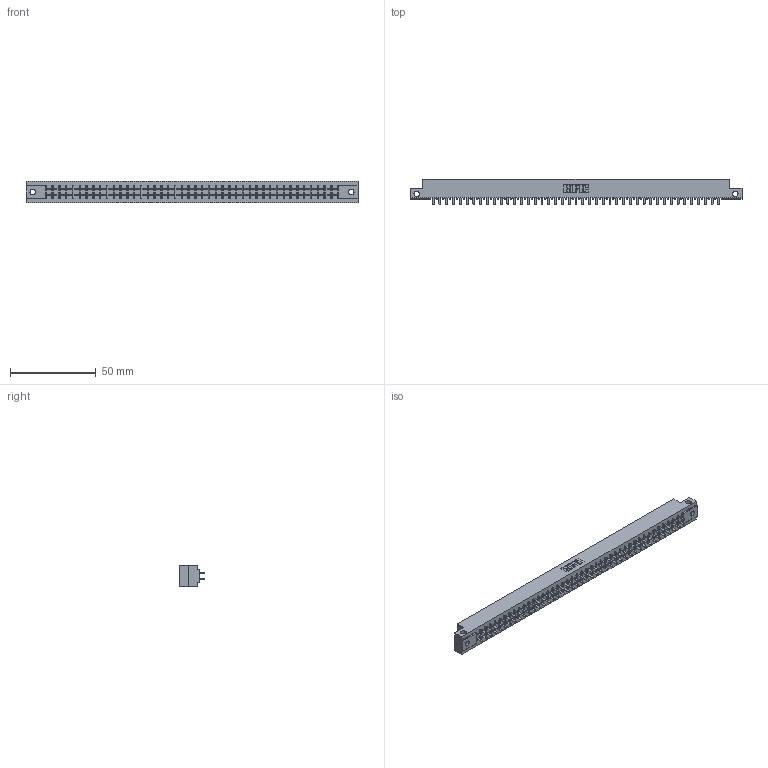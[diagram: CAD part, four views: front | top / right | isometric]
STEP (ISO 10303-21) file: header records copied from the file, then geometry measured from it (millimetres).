
FILE_DESCRIPTION (( 'STEP AP203' ), '1' );
FILE_NAME ('305-086-521-512.STEP', '2020-09-20T01:33:07', ( '' ), ( '' ), 'SwSTEP 2.0', 'SolidWorks 2020', '' );
FILE_SCHEMA (( 'CONFIG_CONTROL_DESIGN' ));
Length unit declared in the file: inch
Products named in the file (3): 305 Part_.128 Dia; 305-086-521-512; 305-290-001_521
Assembly tree (87 placements, depth 2):
  305-086-521-512
    305 Part_.128 Dia
    305-290-001_521  x86
Bounding box: 193.4 x 14.86 x 12.7 mm (x, y, z)
Volume: 19306.5 mm3; surface area: 25207.8 mm2
Topology: 87 solids, 87 shells, 4084 faces, 11661 edges, 7538 vertices
Faces by surface type: plane 2390, cylinder 1522, sphere 172
Entity records: 46722 total; most frequent: CARTESIAN_POINT 7779, ORIENTED_EDGE 7678, DIRECTION 7463, EDGE_CURVE 3839, LINE 3091, VECTOR 3091, VERTEX_POINT 2438, AXIS2_PLACEMENT_3D 2186
